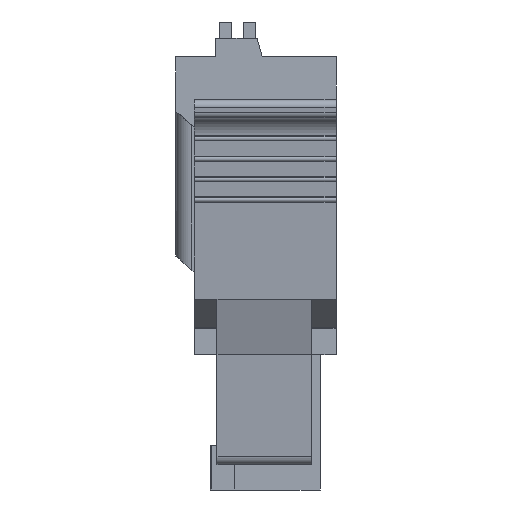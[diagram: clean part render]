
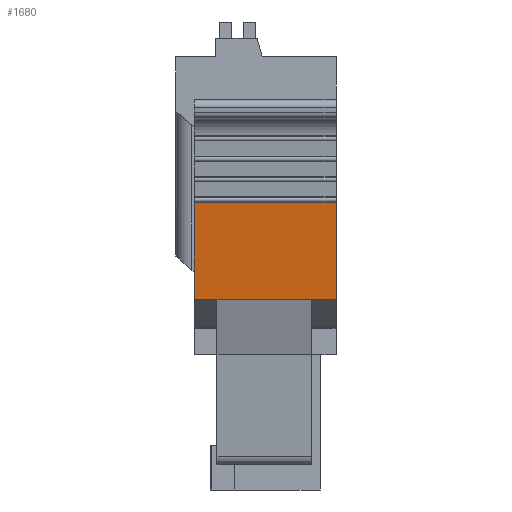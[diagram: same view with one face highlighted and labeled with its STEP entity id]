
A CAD part, left-side view. The second image highlights one B-rep face of the part: STEP entity #1680.
In plain terms, the highlighted planar face has unit normal (-0.995, 0, -0.101).
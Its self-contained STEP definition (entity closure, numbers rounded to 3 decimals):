
#1680 = ADVANCED_FACE( '', ( #4372 ), #4373, .F. );
#4372 = FACE_OUTER_BOUND( '', #8223, .T. );
#4373 = PLANE( '', #8224 );
#8223 = EDGE_LOOP( '', ( #12619, #12620, #12621, #12622, #12623, #12624 ) );
#8224 = AXIS2_PLACEMENT_3D( '', #12625, #12626, #12627 );
#12619 = ORIENTED_EDGE( '', *, *, #24717, .F. );
#12620 = ORIENTED_EDGE( '', *, *, #24718, .T. );
#12621 = ORIENTED_EDGE( '', *, *, #24719, .T. );
#12622 = ORIENTED_EDGE( '', *, *, #24720, .F. );
#12623 = ORIENTED_EDGE( '', *, *, #24721, .T. );
#12624 = ORIENTED_EDGE( '', *, *, #24647, .F. );
#12625 = CARTESIAN_POINT( '', ( -17.65, -2.7, 3.415 ) );
#12626 = DIRECTION( '', ( 0.995, 0., 0.101 ) );
#12627 = DIRECTION( '', ( 0.101, 0., -0.995 ) );
#24647 = EDGE_CURVE( '', #29971, #29973, #29974, .T. );
#24717 = EDGE_CURVE( '', #30104, #29971, #30105, .T. );
#24718 = EDGE_CURVE( '', #30104, #30106, #30107, .T. );
#24719 = EDGE_CURVE( '', #30106, #30108, #30109, .T. );
#24720 = EDGE_CURVE( '', #30110, #30108, #30111, .T. );
#24721 = EDGE_CURVE( '', #30110, #29973, #30112, .T. );
#29971 = VERTEX_POINT( '', #37653 );
#29973 = VERTEX_POINT( '', #37656 );
#29974 = LINE( '', #37657, #37658 );
#30104 = VERTEX_POINT( '', #37831 );
#30105 = LINE( '', #37832, #37833 );
#30106 = VERTEX_POINT( '', #37834 );
#30107 = LINE( '', #37835, #37836 );
#30108 = VERTEX_POINT( '', #37837 );
#30109 = LINE( '', #37838, #37839 );
#30110 = VERTEX_POINT( '', #37840 );
#30111 = LINE( '', #37841, #37842 );
#30112 = LINE( '', #37843, #37844 );
#37653 = CARTESIAN_POINT( '', ( -17.324, -3.9, 0.202 ) );
#37656 = CARTESIAN_POINT( '', ( -16.84, -3.9, -4.561 ) );
#37657 = CARTESIAN_POINT( '', ( -17.65, -3.9, 3.415 ) );
#37658 = VECTOR( '', #47552, 1000. );
#37831 = CARTESIAN_POINT( '', ( -17.324, 3., 0.202 ) );
#37832 = CARTESIAN_POINT( '', ( -17.324, 3., 0.202 ) );
#37833 = VECTOR( '', #47659, 1000. );
#37834 = CARTESIAN_POINT( '', ( -16.84, 3., -4.561 ) );
#37835 = CARTESIAN_POINT( '', ( -17.65, 3., 3.415 ) );
#37836 = VECTOR( '', #47660, 1000. );
#37837 = CARTESIAN_POINT( '', ( -16.84, 1.9, -4.561 ) );
#37838 = CARTESIAN_POINT( '', ( -16.84, 3., -4.561 ) );
#37839 = VECTOR( '', #47661, 1000. );
#37840 = CARTESIAN_POINT( '', ( -16.84, -2.7, -4.561 ) );
#37841 = CARTESIAN_POINT( '', ( -16.84, -2.7, -4.561 ) );
#37842 = VECTOR( '', #47662, 1000. );
#37843 = CARTESIAN_POINT( '', ( -16.84, 3., -4.561 ) );
#37844 = VECTOR( '', #47663, 1000. );
#47552 = DIRECTION( '', ( 0.101, 0., -0.995 ) );
#47659 = DIRECTION( '', ( 0., -1., 0. ) );
#47660 = DIRECTION( '', ( 0.101, 0., -0.995 ) );
#47661 = DIRECTION( '', ( 0., -1., 0. ) );
#47662 = DIRECTION( '', ( 0., 1., 0. ) );
#47663 = DIRECTION( '', ( 0., -1., 0. ) );
